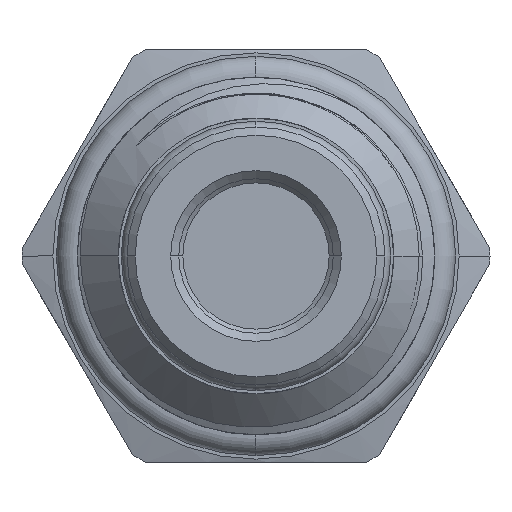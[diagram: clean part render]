
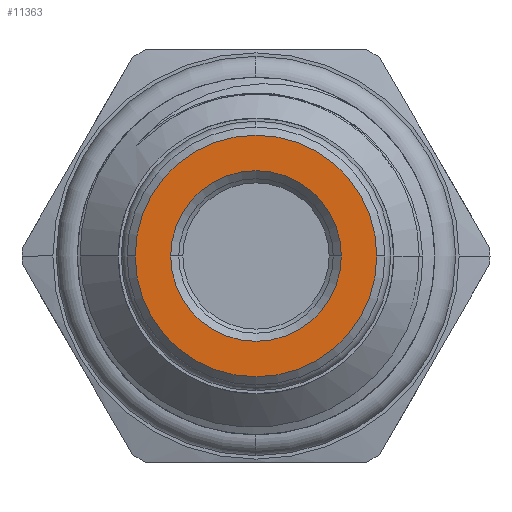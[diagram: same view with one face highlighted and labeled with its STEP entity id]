
A CAD part, left-side view. The second image highlights one B-rep face of the part: STEP entity #11363.
In plain terms, the highlighted planar face has unit normal (-1, 0, 0).
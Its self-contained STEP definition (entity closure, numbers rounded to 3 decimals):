
#579 = DIRECTION ( 'NONE',  ( -1., 0., 0. ) ) ;
#667 = DIRECTION ( 'NONE',  ( 0., 1., 0. ) ) ;
#688 = CARTESIAN_POINT ( 'NONE',  ( -36.5, 0., 0. ) ) ;
#1620 = DIRECTION ( 'NONE',  ( 0., 1., 0. ) ) ;
#1621 = DIRECTION ( 'NONE',  ( -1., 0., 0. ) ) ;
#1622 = CARTESIAN_POINT ( 'NONE',  ( -36.5, 0., 0. ) ) ;
#1632 = CARTESIAN_POINT ( 'NONE',  ( -36.5, 0., 0. ) ) ;
#1636 = DIRECTION ( 'NONE',  ( 0., 1., 0. ) ) ;
#1637 = DIRECTION ( 'NONE',  ( -1., 0., 0. ) ) ;
#2579 = CIRCLE ( 'NONE', #18747, 7.435 ) ;
#2688 = CIRCLE ( 'NONE', #18682, 7.435 ) ;
#2728 = CIRCLE ( 'NONE', #18608, 5.25 ) ;
#2971 = CIRCLE ( 'NONE', #18468, 5.25 ) ;
#3518 = DIRECTION ( 'NONE',  ( 0., 1., 0. ) ) ;
#3519 = DIRECTION ( 'NONE',  ( -1., 0., 0. ) ) ;
#3520 = CARTESIAN_POINT ( 'NONE',  ( -36.5, 0., 0. ) ) ;
#4594 = FACE_BOUND ( 'NONE', #15850, .T. ) ;
#4680 = FACE_OUTER_BOUND ( 'NONE', #15857, .T. ) ;
#5011 = CARTESIAN_POINT ( 'NONE',  ( -36.5, 5.25, 0. ) ) ;
#5047 = CARTESIAN_POINT ( 'NONE',  ( -36.5, 7.435, 0. ) ) ;
#5249 = CARTESIAN_POINT ( 'NONE',  ( -36.5, -7.435, 0. ) ) ;
#5257 = CARTESIAN_POINT ( 'NONE',  ( -36.5, -5.25, 0. ) ) ;
#5510 = ORIENTED_EDGE ( 'NONE', *, *, #18300, .F. ) ;
#7363 = ORIENTED_EDGE ( 'NONE', *, *, #18276, .F. ) ;
#11241 = ORIENTED_EDGE ( 'NONE', *, *, #17950, .T. ) ;
#11363 = ADVANCED_FACE ( 'NONE', ( #4680, #4594 ), #16766, .T. ) ;
#15689 = ORIENTED_EDGE ( 'NONE', *, *, #18184, .T. ) ;
#15850 = EDGE_LOOP ( 'NONE', ( #7363, #5510 ) ) ;
#15857 = EDGE_LOOP ( 'NONE', ( #15689, #11241 ) ) ;
#15982 = VERTEX_POINT ( 'NONE', #5047 ) ;
#16023 = VERTEX_POINT ( 'NONE', #5011 ) ;
#16286 = VERTEX_POINT ( 'NONE', #5249 ) ;
#16299 = VERTEX_POINT ( 'NONE', #5257 ) ;
#16763 = DIRECTION ( 'NONE',  ( 0., 1., 0. ) ) ;
#16764 = DIRECTION ( 'NONE',  ( -1., 0., 0. ) ) ;
#16766 = PLANE ( 'NONE',  #17862 ) ;
#16770 = CARTESIAN_POINT ( 'NONE',  ( -36.5, 0., 0. ) ) ;
#17862 = AXIS2_PLACEMENT_3D ( 'NONE', #16770, #16764, #16763 ) ;
#17950 = EDGE_CURVE ( 'NONE', #15982, #16286, #2579, .T. ) ;
#18184 = EDGE_CURVE ( 'NONE', #16286, #15982, #2688, .T. ) ;
#18276 = EDGE_CURVE ( 'NONE', #16023, #16299, #2728, .T. ) ;
#18300 = EDGE_CURVE ( 'NONE', #16299, #16023, #2971, .T. ) ;
#18468 = AXIS2_PLACEMENT_3D ( 'NONE', #1632, #1637, #1636 ) ;
#18608 = AXIS2_PLACEMENT_3D ( 'NONE', #1622, #1621, #1620 ) ;
#18682 = AXIS2_PLACEMENT_3D ( 'NONE', #688, #579, #667 ) ;
#18747 = AXIS2_PLACEMENT_3D ( 'NONE', #3520, #3519, #3518 ) ;
